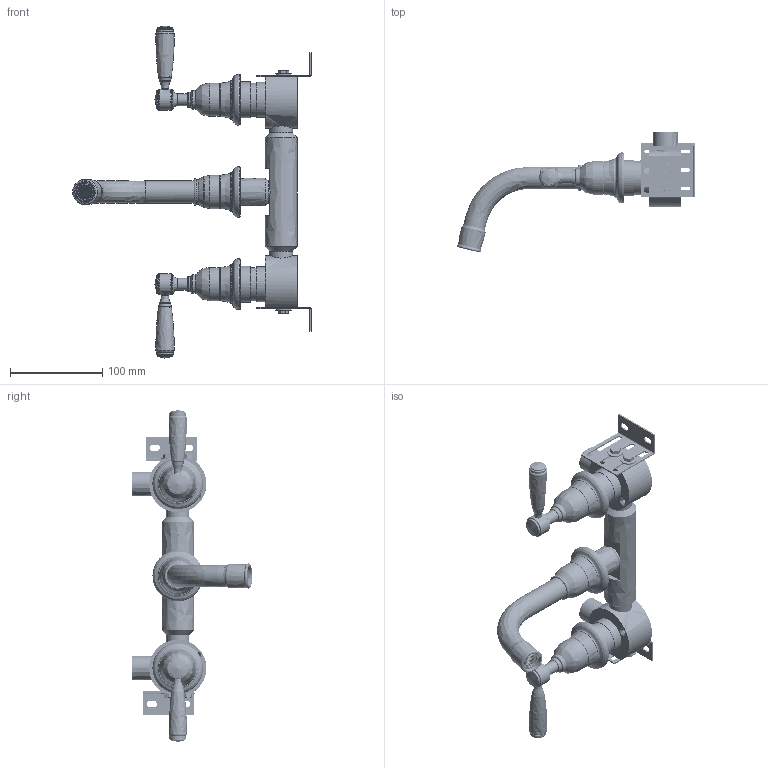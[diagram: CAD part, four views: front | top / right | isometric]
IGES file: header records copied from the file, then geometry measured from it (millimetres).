
Global section: file name: V2KALL17C; native system: Autodesk Inventor 2023; preprocessor: unknown; author: aduggalther; date: 20231023.135318; units: millimetre
Bounding box: 258.87 x 130.92 x 360.12 mm (x, y, z)
Volume: 566025 mm3; surface area: 270069.2 mm2
Topology: 69 solids, 70 shells, 5437 faces, 15376 edges, 10076 vertices
Faces by surface type: bspline 5437
